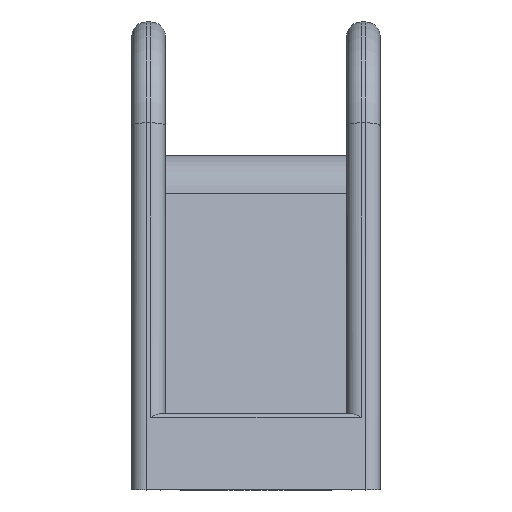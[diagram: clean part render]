
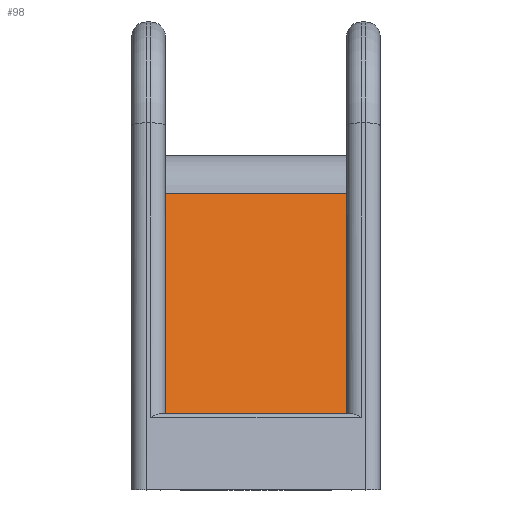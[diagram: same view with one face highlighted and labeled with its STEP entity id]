
A CAD part, front view. The second image highlights one B-rep face of the part: STEP entity #98.
In plain terms, the highlighted planar face has unit normal (0, -0.976, 0.219).
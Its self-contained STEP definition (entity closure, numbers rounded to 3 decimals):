
#98 = ADVANCED_FACE( '', ( #254 ), #255, .T. );
#254 = FACE_OUTER_BOUND( '', #473, .T. );
#255 = PLANE( '', #474 );
#473 = EDGE_LOOP( '', ( #702, #703, #704, #705 ) );
#474 = AXIS2_PLACEMENT_3D( '', #706, #707, #708 );
#702 = ORIENTED_EDGE( '', *, *, #1305, .T. );
#703 = ORIENTED_EDGE( '', *, *, #1306, .T. );
#704 = ORIENTED_EDGE( '', *, *, #1307, .F. );
#705 = ORIENTED_EDGE( '', *, *, #1308, .F. );
#706 = CARTESIAN_POINT( '', ( -3.5, -49.219, 8. ) );
#707 = DIRECTION( '', ( 0., -0.976, 0.219 ) );
#708 = DIRECTION( '', ( 0., -0.219, -0.976 ) );
#1305 = EDGE_CURVE( '', #1556, #1557, #1558, .T. );
#1306 = EDGE_CURVE( '', #1557, #1559, #1560, .T. );
#1307 = EDGE_CURVE( '', #1561, #1559, #1562, .T. );
#1308 = EDGE_CURVE( '', #1556, #1561, #1563, .T. );
#1556 = VERTEX_POINT( '', #1915 );
#1557 = VERTEX_POINT( '', #1916 );
#1558 = LINE( '', #1917, #1918 );
#1559 = VERTEX_POINT( '', #1919 );
#1560 = LINE( '', #1920, #1921 );
#1561 = VERTEX_POINT( '', #1922 );
#1562 = LINE( '', #1923, #1924 );
#1563 = LINE( '', #1925, #1926 );
#1915 = CARTESIAN_POINT( '', ( -3.5, -49.219, 8. ) );
#1916 = CARTESIAN_POINT( '', ( -3.5, -44.034, 31.095 ) );
#1917 = CARTESIAN_POINT( '', ( -3.5, -49.219, 8. ) );
#1918 = VECTOR( '', #2368, 1000. );
#1919 = CARTESIAN_POINT( '', ( -22.5, -44.034, 31.095 ) );
#1920 = CARTESIAN_POINT( '', ( -3.5, -44.034, 31.095 ) );
#1921 = VECTOR( '', #2369, 1000. );
#1922 = CARTESIAN_POINT( '', ( -22.5, -49.219, 8. ) );
#1923 = CARTESIAN_POINT( '', ( -22.5, -49.219, 8. ) );
#1924 = VECTOR( '', #2370, 1000. );
#1925 = CARTESIAN_POINT( '', ( -3.5, -49.219, 8. ) );
#1926 = VECTOR( '', #2371, 1000. );
#2368 = DIRECTION( '', ( 0., 0.219, 0.976 ) );
#2369 = DIRECTION( '', ( -1., 0., 0. ) );
#2370 = DIRECTION( '', ( 0., 0.219, 0.976 ) );
#2371 = DIRECTION( '', ( -1., 0., 0. ) );
